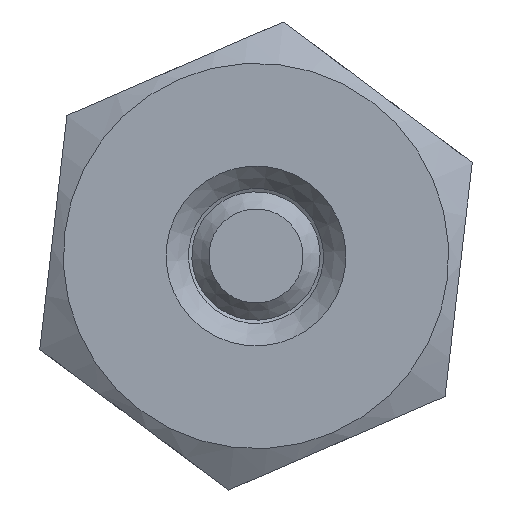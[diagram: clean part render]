
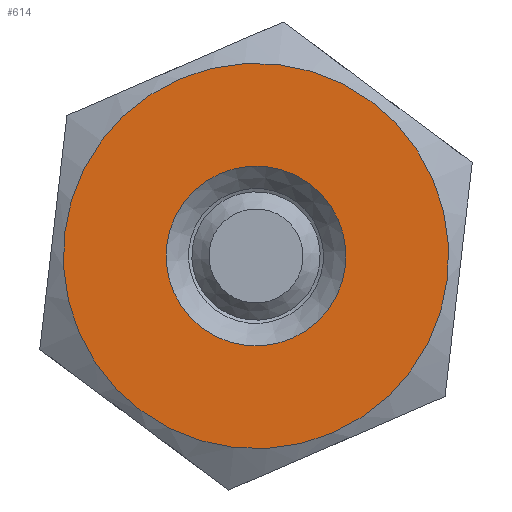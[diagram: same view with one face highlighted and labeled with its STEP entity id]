
A CAD part, left-side view. The second image highlights one B-rep face of the part: STEP entity #614.
In plain terms, the highlighted planar face has unit normal (-1, 0, 0).
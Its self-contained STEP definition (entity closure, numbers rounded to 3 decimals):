
#414=CARTESIAN_POINT('',(0.,2.25,0.));
#415=VERTEX_POINT('',#414);
#416=CARTESIAN_POINT('',(0.,0.,0.0));
#417=DIRECTION('',(1.0,0.0,0.0));
#418=DIRECTION('',(0.0,-1.0,0.0));
#419=AXIS2_PLACEMENT_3D('',#416,#417,#418);
#420=CIRCLE('',#419,2.25);
#421=EDGE_CURVE('',#415,#415,#420,.T.);
#503=CARTESIAN_POINT('',(0.,-1.05,0.0));
#504=VERTEX_POINT('',#503);
#505=CARTESIAN_POINT('',(0.,0.,0.0));
#506=DIRECTION('',(1.0,0.0,0.0));
#507=DIRECTION('',(0.0,-1.0,0.0));
#508=AXIS2_PLACEMENT_3D('',#505,#506,#507);
#509=CIRCLE('',#508,1.05);
#510=EDGE_CURVE('',#504,#504,#509,.T.);
#603=CARTESIAN_POINT('',(0.0,1.375,0.0));
#604=DIRECTION('',(-1.0,0.0,0.0));
#605=DIRECTION('',(0.0,0.0,1.0));
#606=AXIS2_PLACEMENT_3D('',#603,#604,#605);
#607=PLANE('',#606);
#608=ORIENTED_EDGE('',*,*,#421,.F.);
#609=EDGE_LOOP('',(#608));
#610=FACE_OUTER_BOUND('',#609,.T.);
#611=ORIENTED_EDGE('',*,*,#510,.T.);
#612=EDGE_LOOP('',(#611));
#613=FACE_BOUND('',#612,.T.);
#614=ADVANCED_FACE('',(#610,#613),#607,.T.);
